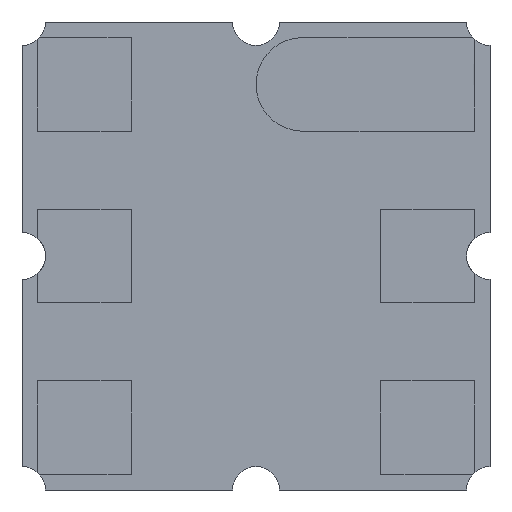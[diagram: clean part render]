
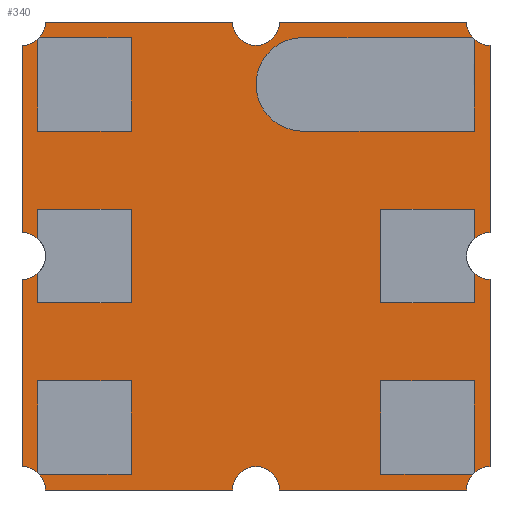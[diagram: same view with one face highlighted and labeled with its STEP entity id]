
A CAD part, front view. The second image highlights one B-rep face of the part: STEP entity #340.
In plain terms, the highlighted planar face has unit normal (0, -1, 0).
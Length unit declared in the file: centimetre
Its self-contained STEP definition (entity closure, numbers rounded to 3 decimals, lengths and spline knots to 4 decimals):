
#22 = DIRECTION ( 'NONE',  ( 0., 1., 0. ) ) ;
#43 = DIRECTION ( 'NONE',  ( 0., 0., 1. ) ) ;
#109 = VERTEX_POINT ( 'NONE', #1196 ) ;
#122 = LINE ( 'NONE', #986, #2697 ) ;
#123 = LINE ( 'NONE', #1859, #996 ) ;
#135 = CARTESIAN_POINT ( 'NONE',  ( 0., 0., -0.15 ) ) ;
#146 = VERTEX_POINT ( 'NONE', #552 ) ;
#236 = VERTEX_POINT ( 'NONE', #2512 ) ;
#293 = VERTEX_POINT ( 'NONE', #1954 ) ;
#297 = DIRECTION ( 'NONE',  ( 0., 1., 0. ) ) ;
#340 = ADVANCED_FACE ( 'NONE', ( #655 ), #2388, .F. ) ;
#350 = VECTOR ( 'NONE', #1242, 100. ) ;
#390 = DIRECTION ( 'NONE',  ( 0., 0., 1. ) ) ;
#431 = EDGE_CURVE ( 'NONE', #146, #109, #1717, .T. ) ;
#530 = VECTOR ( 'NONE', #1420, 100. ) ;
#535 = VECTOR ( 'NONE', #832, 100. ) ;
#545 = DIRECTION ( 'NONE',  ( 0., 1., 0. ) ) ;
#552 = CARTESIAN_POINT ( 'NONE',  ( 0.015, 0., 0.15 ) ) ;
#588 = CARTESIAN_POINT ( 'NONE',  ( -0.15, 0., -0.135 ) ) ;
#620 = EDGE_CURVE ( 'NONE', #1023, #1746, #1669, .T. ) ;
#634 = LINE ( 'NONE', #2365, #535 ) ;
#653 = ORIENTED_EDGE ( 'NONE', *, *, #846, .F. ) ;
#655 = FACE_OUTER_BOUND ( 'NONE', #2165, .T. ) ;
#668 = CARTESIAN_POINT ( 'NONE',  ( -0.135, 0., 0.15 ) ) ;
#734 = ORIENTED_EDGE ( 'NONE', *, *, #2321, .T. ) ;
#747 = CARTESIAN_POINT ( 'NONE',  ( -0.135, 0., 0.15 ) ) ;
#777 = ORIENTED_EDGE ( 'NONE', *, *, #1660, .F. ) ;
#783 = CARTESIAN_POINT ( 'NONE',  ( 0., 0., -0.15 ) ) ;
#799 = DIRECTION ( 'NONE',  ( -1., 0., 0. ) ) ;
#800 = CARTESIAN_POINT ( 'NONE',  ( -0.135, 0., -0.15 ) ) ;
#829 = CARTESIAN_POINT ( 'NONE',  ( 0.135, 0., 0.15 ) ) ;
#832 = DIRECTION ( 'NONE',  ( 1., 0., 0. ) ) ;
#846 = EDGE_CURVE ( 'NONE', #236, #2572, #122, .T. ) ;
#859 = DIRECTION ( 'NONE',  ( 0., 1., 0. ) ) ;
#860 = LINE ( 'NONE', #2567, #2346 ) ;
#872 = EDGE_CURVE ( 'NONE', #2739, #1746, #1383, .T. ) ;
#873 = ORIENTED_EDGE ( 'NONE', *, *, #872, .F. ) ;
#880 = DIRECTION ( 'NONE',  ( 0., 0., 1. ) ) ;
#887 = EDGE_CURVE ( 'NONE', #2739, #1920, #2213, .T. ) ;
#911 = ORIENTED_EDGE ( 'NONE', *, *, #2057, .T. ) ;
#927 = DIRECTION ( 'NONE',  ( 0., 0., -1. ) ) ;
#940 = ORIENTED_EDGE ( 'NONE', *, *, #1779, .T. ) ;
#950 = CARTESIAN_POINT ( 'NONE',  ( 0., 0., 0. ) ) ;
#986 = CARTESIAN_POINT ( 'NONE',  ( 0.135, 0., -0.15 ) ) ;
#996 = VECTOR ( 'NONE', #2710, 100. ) ;
#1023 = VERTEX_POINT ( 'NONE', #1241 ) ;
#1075 = CARTESIAN_POINT ( 'NONE',  ( -0.15, 0., 0.15 ) ) ;
#1082 = CIRCLE ( 'NONE', #1441, 0.015 ) ;
#1094 = CARTESIAN_POINT ( 'NONE',  ( 0.015, 0., -0.15 ) ) ;
#1122 = LINE ( 'NONE', #2671, #2177 ) ;
#1129 = CARTESIAN_POINT ( 'NONE',  ( -0.15, 0., 0. ) ) ;
#1165 = DIRECTION ( 'NONE',  ( 0., 0., 1. ) ) ;
#1182 = AXIS2_PLACEMENT_3D ( 'NONE', #1075, #1744, #390 ) ;
#1196 = CARTESIAN_POINT ( 'NONE',  ( -0.015, 0., 0.15 ) ) ;
#1241 = CARTESIAN_POINT ( 'NONE',  ( -0.15, 0., -0.135 ) ) ;
#1242 = DIRECTION ( 'NONE',  ( 0., 0., 1. ) ) ;
#1272 = VERTEX_POINT ( 'NONE', #1283 ) ;
#1283 = CARTESIAN_POINT ( 'NONE',  ( 0.15, 0., 0.135 ) ) ;
#1285 = EDGE_CURVE ( 'NONE', #1272, #2334, #860, .T. ) ;
#1318 = CARTESIAN_POINT ( 'NONE',  ( 0.15, 0., -0.15 ) ) ;
#1327 = CARTESIAN_POINT ( 'NONE',  ( 0.15, 0., 0. ) ) ;
#1352 = VECTOR ( 'NONE', #2722, 100. ) ;
#1383 = LINE ( 'NONE', #1439, #530 ) ;
#1420 = DIRECTION ( 'NONE',  ( -1., 0., 0. ) ) ;
#1439 = CARTESIAN_POINT ( 'NONE',  ( -0.015, 0., -0.15 ) ) ;
#1441 = AXIS2_PLACEMENT_3D ( 'NONE', #1318, #2350, #880 ) ;
#1456 = ORIENTED_EDGE ( 'NONE', *, *, #2615, .T. ) ;
#1494 = CIRCLE ( 'NONE', #2223, 0.015 ) ;
#1529 = ORIENTED_EDGE ( 'NONE', *, *, #620, .T. ) ;
#1573 = DIRECTION ( 'NONE',  ( 0., 0., 1. ) ) ;
#1585 = AXIS2_PLACEMENT_3D ( 'NONE', #1872, #1646, #1860 ) ;
#1612 = CARTESIAN_POINT ( 'NONE',  ( -0.15, 0., 0.135 ) ) ;
#1628 = VERTEX_POINT ( 'NONE', #668 ) ;
#1646 = DIRECTION ( 'NONE',  ( 0., 1., 0. ) ) ;
#1660 = EDGE_CURVE ( 'NONE', #1628, #109, #2478, .T. ) ;
#1665 = EDGE_CURVE ( 'NONE', #1272, #2246, #1726, .T. ) ;
#1669 = CIRCLE ( 'NONE', #1719, 0.015 ) ;
#1683 = EDGE_CURVE ( 'NONE', #1023, #2206, #2065, .T. ) ;
#1717 = CIRCLE ( 'NONE', #2691, 0.015 ) ;
#1719 = AXIS2_PLACEMENT_3D ( 'NONE', #2173, #22, #2783 ) ;
#1726 = CIRCLE ( 'NONE', #1585, 0.015 ) ;
#1729 = CIRCLE ( 'NONE', #2621, 0.015 ) ;
#1744 = DIRECTION ( 'NONE',  ( 0., 1., 0. ) ) ;
#1746 = VERTEX_POINT ( 'NONE', #800 ) ;
#1776 = CARTESIAN_POINT ( 'NONE',  ( 0.15, 0., 0.015 ) ) ;
#1779 = EDGE_CURVE ( 'NONE', #236, #2224, #1082, .T. ) ;
#1829 = ORIENTED_EDGE ( 'NONE', *, *, #2304, .T. ) ;
#1831 = CARTESIAN_POINT ( 'NONE',  ( -0.015, 0., -0.15 ) ) ;
#1838 = EDGE_CURVE ( 'NONE', #146, #2246, #634, .T. ) ;
#1856 = ORIENTED_EDGE ( 'NONE', *, *, #2400, .F. ) ;
#1859 = CARTESIAN_POINT ( 'NONE',  ( -0.15, 0., 0.015 ) ) ;
#1860 = DIRECTION ( 'NONE',  ( 0., 0., 1. ) ) ;
#1872 = CARTESIAN_POINT ( 'NONE',  ( 0.15, 0., 0.15 ) ) ;
#1874 = CARTESIAN_POINT ( 'NONE',  ( 0.15, 0., -0.015 ) ) ;
#1882 = DIRECTION ( 'NONE',  ( 0., 0., 1. ) ) ;
#1894 = DIRECTION ( 'NONE',  ( 0., 0., -1. ) ) ;
#1896 = CARTESIAN_POINT ( 'NONE',  ( 0.15, 0., -0.135 ) ) ;
#1920 = VERTEX_POINT ( 'NONE', #2198 ) ;
#1954 = CARTESIAN_POINT ( 'NONE',  ( -0.15, 0., 0.015 ) ) ;
#1992 = ORIENTED_EDGE ( 'NONE', *, *, #431, .T. ) ;
#2057 = EDGE_CURVE ( 'NONE', #1920, #2572, #1729, .T. ) ;
#2065 = LINE ( 'NONE', #588, #350 ) ;
#2075 = DIRECTION ( 'NONE',  ( 0., 1., 0. ) ) ;
#2093 = VERTEX_POINT ( 'NONE', #1612 ) ;
#2162 = ORIENTED_EDGE ( 'NONE', *, *, #1683, .F. ) ;
#2165 = EDGE_LOOP ( 'NONE', ( #2162, #1529, #873, #2267, #911, #653, #940, #1856, #1829, #2199, #2460, #2541, #1992, #777, #1456, #2417, #734 ) ) ;
#2173 = CARTESIAN_POINT ( 'NONE',  ( -0.15, 0., -0.15 ) ) ;
#2177 = VECTOR ( 'NONE', #927, 100. ) ;
#2198 = CARTESIAN_POINT ( 'NONE',  ( 0., 0., -0.135 ) ) ;
#2199 = ORIENTED_EDGE ( 'NONE', *, *, #1285, .F. ) ;
#2206 = VERTEX_POINT ( 'NONE', #2361 ) ;
#2207 = DIRECTION ( 'NONE',  ( 0., 1., 0. ) ) ;
#2213 = CIRCLE ( 'NONE', #2343, 0.015 ) ;
#2219 = DIRECTION ( 'NONE',  ( 0., 0., 1. ) ) ;
#2223 = AXIS2_PLACEMENT_3D ( 'NONE', #1327, #2611, #1573 ) ;
#2224 = VERTEX_POINT ( 'NONE', #1896 ) ;
#2229 = CIRCLE ( 'NONE', #1182, 0.015 ) ;
#2243 = CARTESIAN_POINT ( 'NONE',  ( 0., 0., 0.15 ) ) ;
#2246 = VERTEX_POINT ( 'NONE', #829 ) ;
#2267 = ORIENTED_EDGE ( 'NONE', *, *, #887, .T. ) ;
#2280 = DIRECTION ( 'NONE',  ( 0., 0., 1. ) ) ;
#2304 = EDGE_CURVE ( 'NONE', #2549, #2334, #1494, .T. ) ;
#2321 = EDGE_CURVE ( 'NONE', #293, #2206, #2660, .T. ) ;
#2334 = VERTEX_POINT ( 'NONE', #1776 ) ;
#2340 = AXIS2_PLACEMENT_3D ( 'NONE', #950, #859, #2219 ) ;
#2343 = AXIS2_PLACEMENT_3D ( 'NONE', #783, #545, #2280 ) ;
#2346 = VECTOR ( 'NONE', #1894, 100. ) ;
#2350 = DIRECTION ( 'NONE',  ( 0., 1., 0. ) ) ;
#2361 = CARTESIAN_POINT ( 'NONE',  ( -0.15, 0., -0.015 ) ) ;
#2365 = CARTESIAN_POINT ( 'NONE',  ( 0.015, 0., 0.15 ) ) ;
#2388 = PLANE ( 'NONE',  #2340 ) ;
#2400 = EDGE_CURVE ( 'NONE', #2549, #2224, #1122, .T. ) ;
#2417 = ORIENTED_EDGE ( 'NONE', *, *, #2785, .F. ) ;
#2460 = ORIENTED_EDGE ( 'NONE', *, *, #1665, .T. ) ;
#2478 = LINE ( 'NONE', #747, #1352 ) ;
#2512 = CARTESIAN_POINT ( 'NONE',  ( 0.135, 0., -0.15 ) ) ;
#2541 = ORIENTED_EDGE ( 'NONE', *, *, #1838, .F. ) ;
#2549 = VERTEX_POINT ( 'NONE', #1874 ) ;
#2567 = CARTESIAN_POINT ( 'NONE',  ( 0.15, 0., 0.135 ) ) ;
#2572 = VERTEX_POINT ( 'NONE', #1094 ) ;
#2573 = AXIS2_PLACEMENT_3D ( 'NONE', #1129, #2207, #43 ) ;
#2611 = DIRECTION ( 'NONE',  ( 0., 1., 0. ) ) ;
#2615 = EDGE_CURVE ( 'NONE', #1628, #2093, #2229, .T. ) ;
#2621 = AXIS2_PLACEMENT_3D ( 'NONE', #135, #2075, #1882 ) ;
#2660 = CIRCLE ( 'NONE', #2573, 0.015 ) ;
#2671 = CARTESIAN_POINT ( 'NONE',  ( 0.15, 0., -0.015 ) ) ;
#2691 = AXIS2_PLACEMENT_3D ( 'NONE', #2243, #297, #1165 ) ;
#2697 = VECTOR ( 'NONE', #799, 100. ) ;
#2710 = DIRECTION ( 'NONE',  ( 0., 0., 1. ) ) ;
#2722 = DIRECTION ( 'NONE',  ( 1., 0., 0. ) ) ;
#2739 = VERTEX_POINT ( 'NONE', #1831 ) ;
#2783 = DIRECTION ( 'NONE',  ( 0., 0., 1. ) ) ;
#2785 = EDGE_CURVE ( 'NONE', #293, #2093, #123, .T. ) ;
